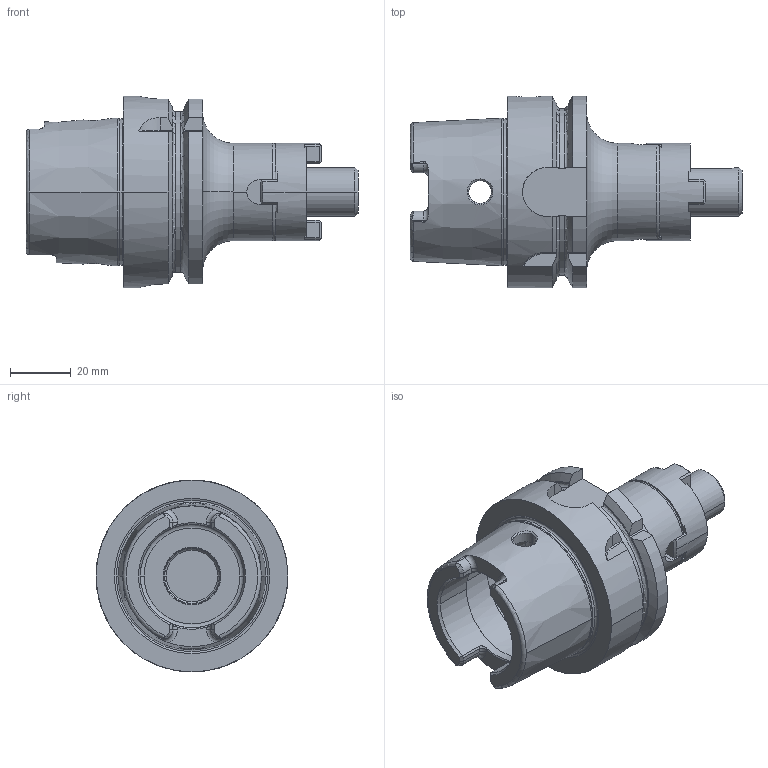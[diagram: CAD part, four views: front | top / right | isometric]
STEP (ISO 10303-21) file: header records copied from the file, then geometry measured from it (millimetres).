
FILE_DESCRIPTION((''),'2;1');
FILE_NAME('A63-040-16_ASM','2011-09-13T',('mei'),(''),'PRO/ENGINEER BY PARAMETRIC TECHNOLOGY CORPORATION, 2010430','PRO/ENGINEER BY PARAMETRIC TECHNOLOGY CORPORATION, 2010430','');
FILE_SCHEMA(('CONFIG_CONTROL_DESIGN'));
Length unit declared in the file: millimetre
Products named in the file (3): A63-040-16; 85-200-16; A63-040-16_ASM
Assembly tree (2 placements, depth 2):
  A63-040-16_ASM
    A63-040-16
    85-200-16
Bounding box: 109 x 63 x 63 mm (x, y, z)
Volume: 112677.4 mm3; surface area: 30910.5 mm2
Topology: 2 solids, 4 shells, 265 faces, 705 edges, 446 vertices
Faces by surface type: plane 123, cylinder 64, cone 40, torus 28, bspline 8, extrusion 2
Entity records: 9668 total; most frequent: CARTESIAN_POINT 3133, ORIENTED_EDGE 1398, DIRECTION 1301, EDGE_CURVE 703, AXIS2_PLACEMENT_3D 486, VERTEX_POINT 446, VECTOR 329, LINE 327
